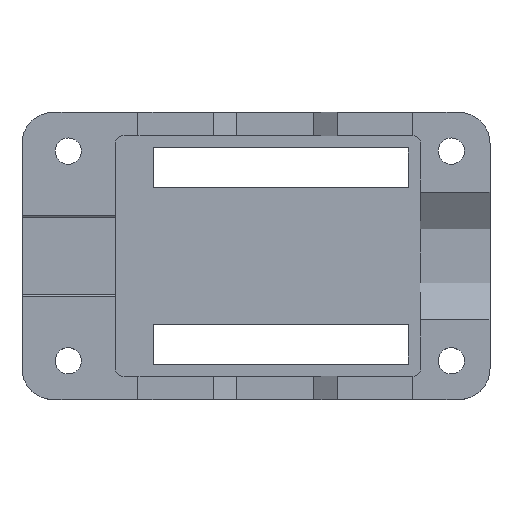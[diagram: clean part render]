
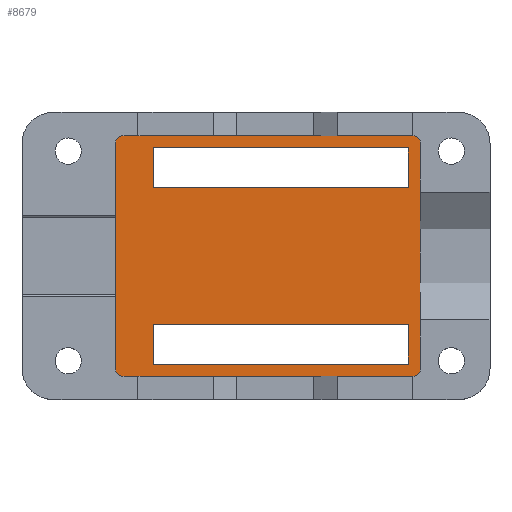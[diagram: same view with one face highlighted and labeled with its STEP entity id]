
A CAD part, top view. The second image highlights one B-rep face of the part: STEP entity #8679.
In plain terms, the highlighted planar face has unit normal (0, 0, 1).
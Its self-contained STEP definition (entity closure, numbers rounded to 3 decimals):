
#7566 = EDGE_CURVE('',#7567,#7569,#7571,.T.);
#7567 = VERTEX_POINT('',#7568);
#7568 = CARTESIAN_POINT('',(-20.72,14.575,-3.3));
#7569 = VERTEX_POINT('',#7570);
#7570 = CARTESIAN_POINT('',(-20.72,-14.575,-3.3));
#7571 = LINE('',#7572,#7573);
#7572 = CARTESIAN_POINT('',(-20.72,14.575,-3.3));
#7573 = VECTOR('',#7574,1.);
#7574 = DIRECTION('',(0.,-1.,0.));
#7656 = EDGE_CURVE('',#7657,#7569,#7659,.T.);
#7657 = VERTEX_POINT('',#7658);
#7658 = CARTESIAN_POINT('',(-19.72,-15.575,-3.3));
#7659 = CIRCLE('',#7660,1.);
#7660 = AXIS2_PLACEMENT_3D('',#7661,#7662,#7663);
#7661 = CARTESIAN_POINT('',(-19.72,-14.575,-3.3));
#7662 = DIRECTION('',(0.,0.,-1.));
#7663 = DIRECTION('',(1.,0.,0.));
#7681 = EDGE_CURVE('',#7657,#7682,#7684,.T.);
#7682 = VERTEX_POINT('',#7683);
#7683 = CARTESIAN_POINT('',(17.79,-15.575,-3.3));
#7684 = LINE('',#7685,#7686);
#7685 = CARTESIAN_POINT('',(-19.72,-15.575,-3.3));
#7686 = VECTOR('',#7687,1.);
#7687 = DIRECTION('',(1.,0.,0.));
#8139 = VERTEX_POINT('',#8140);
#8140 = CARTESIAN_POINT('',(17.21,-13.985,-3.3));
#8146 = EDGE_CURVE('',#8139,#8147,#8149,.T.);
#8147 = VERTEX_POINT('',#8148);
#8148 = CARTESIAN_POINT('',(-15.81,-13.985,-3.3));
#8149 = LINE('',#8150,#8151);
#8150 = CARTESIAN_POINT('',(17.21,-13.985,-3.3));
#8151 = VECTOR('',#8152,1.);
#8152 = DIRECTION('',(-1.,0.,0.));
#8170 = VERTEX_POINT('',#8171);
#8171 = CARTESIAN_POINT('',(17.21,-8.905,-3.3));
#8177 = EDGE_CURVE('',#8170,#8139,#8178,.T.);
#8178 = LINE('',#8179,#8180);
#8179 = CARTESIAN_POINT('',(17.21,-8.905,-3.3));
#8180 = VECTOR('',#8181,1.);
#8181 = DIRECTION('',(0.,-1.,0.));
#8194 = EDGE_CURVE('',#8147,#8195,#8197,.T.);
#8195 = VERTEX_POINT('',#8196);
#8196 = CARTESIAN_POINT('',(-15.81,-8.905,-3.3));
#8197 = LINE('',#8198,#8199);
#8198 = CARTESIAN_POINT('',(-15.81,-13.985,-3.3));
#8199 = VECTOR('',#8200,1.);
#8200 = DIRECTION('',(0.,1.,0.));
#8218 = EDGE_CURVE('',#8195,#8170,#8219,.T.);
#8219 = LINE('',#8220,#8221);
#8220 = CARTESIAN_POINT('',(-15.81,-8.905,-3.3));
#8221 = VECTOR('',#8222,1.);
#8222 = DIRECTION('',(1.,0.,0.));
#8588 = VERTEX_POINT('',#8589);
#8589 = CARTESIAN_POINT('',(17.21,8.905,-3.3));
#8595 = EDGE_CURVE('',#8588,#8596,#8598,.T.);
#8596 = VERTEX_POINT('',#8597);
#8597 = CARTESIAN_POINT('',(-15.81,8.905,-3.3));
#8598 = LINE('',#8599,#8600);
#8599 = CARTESIAN_POINT('',(17.21,8.905,-3.3));
#8600 = VECTOR('',#8601,1.);
#8601 = DIRECTION('',(-1.,0.,0.));
#8619 = VERTEX_POINT('',#8620);
#8620 = CARTESIAN_POINT('',(17.21,13.985,-3.3));
#8626 = EDGE_CURVE('',#8619,#8588,#8627,.T.);
#8627 = LINE('',#8628,#8629);
#8628 = CARTESIAN_POINT('',(17.21,13.985,-3.3));
#8629 = VECTOR('',#8630,1.);
#8630 = DIRECTION('',(0.,-1.,0.));
#8643 = EDGE_CURVE('',#8596,#8644,#8646,.T.);
#8644 = VERTEX_POINT('',#8645);
#8645 = CARTESIAN_POINT('',(-15.81,13.985,-3.3));
#8646 = LINE('',#8647,#8648);
#8647 = CARTESIAN_POINT('',(-15.81,8.905,-3.3));
#8648 = VECTOR('',#8649,1.);
#8649 = DIRECTION('',(0.,1.,0.));
#8667 = EDGE_CURVE('',#8644,#8619,#8668,.T.);
#8668 = LINE('',#8669,#8670);
#8669 = CARTESIAN_POINT('',(-15.81,13.985,-3.3));
#8670 = VECTOR('',#8671,1.);
#8671 = DIRECTION('',(1.,0.,0.));
#8679 = ADVANCED_FACE('',(#8680,#8726,#8732),#8738,.T.);
#8680 = FACE_BOUND('',#8681,.T.);
#8681 = EDGE_LOOP('',(#8682,#8692,#8699,#8700,#8701,#8702,#8711,#8719));
#8682 = ORIENTED_EDGE('',*,*,#8683,.T.);
#8683 = EDGE_CURVE('',#8684,#8686,#8688,.T.);
#8684 = VERTEX_POINT('',#8685);
#8685 = CARTESIAN_POINT('',(17.79,15.575,-3.3));
#8686 = VERTEX_POINT('',#8687);
#8687 = CARTESIAN_POINT('',(-19.72,15.575,-3.3));
#8688 = LINE('',#8689,#8690);
#8689 = CARTESIAN_POINT('',(17.79,15.575,-3.3));
#8690 = VECTOR('',#8691,1.);
#8691 = DIRECTION('',(-1.,0.,0.));
#8692 = ORIENTED_EDGE('',*,*,#8693,.F.);
#8693 = EDGE_CURVE('',#7567,#8686,#8694,.T.);
#8694 = CIRCLE('',#8695,1.);
#8695 = AXIS2_PLACEMENT_3D('',#8696,#8697,#8698);
#8696 = CARTESIAN_POINT('',(-19.72,14.575,-3.3));
#8697 = DIRECTION('',(-0.,-0.,-1.));
#8698 = DIRECTION('',(0.,-1.,0.));
#8699 = ORIENTED_EDGE('',*,*,#7566,.T.);
#8700 = ORIENTED_EDGE('',*,*,#7656,.F.);
#8701 = ORIENTED_EDGE('',*,*,#7681,.T.);
#8702 = ORIENTED_EDGE('',*,*,#8703,.F.);
#8703 = EDGE_CURVE('',#8704,#7682,#8706,.T.);
#8704 = VERTEX_POINT('',#8705);
#8705 = CARTESIAN_POINT('',(18.79,-14.575,-3.3));
#8706 = CIRCLE('',#8707,1.);
#8707 = AXIS2_PLACEMENT_3D('',#8708,#8709,#8710);
#8708 = CARTESIAN_POINT('',(17.79,-14.575,-3.3));
#8709 = DIRECTION('',(0.,0.,-1.));
#8710 = DIRECTION('',(0.,1.,0.));
#8711 = ORIENTED_EDGE('',*,*,#8712,.T.);
#8712 = EDGE_CURVE('',#8704,#8713,#8715,.T.);
#8713 = VERTEX_POINT('',#8714);
#8714 = CARTESIAN_POINT('',(18.79,14.575,-3.3));
#8715 = LINE('',#8716,#8717);
#8716 = CARTESIAN_POINT('',(18.79,-14.575,-3.3));
#8717 = VECTOR('',#8718,1.);
#8718 = DIRECTION('',(0.,1.,0.));
#8719 = ORIENTED_EDGE('',*,*,#8720,.F.);
#8720 = EDGE_CURVE('',#8684,#8713,#8721,.T.);
#8721 = CIRCLE('',#8722,1.);
#8722 = AXIS2_PLACEMENT_3D('',#8723,#8724,#8725);
#8723 = CARTESIAN_POINT('',(17.79,14.575,-3.3));
#8724 = DIRECTION('',(0.,0.,-1.));
#8725 = DIRECTION('',(-1.,0.,0.));
#8726 = FACE_BOUND('',#8727,.T.);
#8727 = EDGE_LOOP('',(#8728,#8729,#8730,#8731));
#8728 = ORIENTED_EDGE('',*,*,#8218,.T.);
#8729 = ORIENTED_EDGE('',*,*,#8177,.T.);
#8730 = ORIENTED_EDGE('',*,*,#8146,.T.);
#8731 = ORIENTED_EDGE('',*,*,#8194,.T.);
#8732 = FACE_BOUND('',#8733,.T.);
#8733 = EDGE_LOOP('',(#8734,#8735,#8736,#8737));
#8734 = ORIENTED_EDGE('',*,*,#8667,.T.);
#8735 = ORIENTED_EDGE('',*,*,#8626,.T.);
#8736 = ORIENTED_EDGE('',*,*,#8595,.T.);
#8737 = ORIENTED_EDGE('',*,*,#8643,.T.);
#8738 = PLANE('',#8739);
#8739 = AXIS2_PLACEMENT_3D('',#8740,#8741,#8742);
#8740 = CARTESIAN_POINT('',(-0.965,0.,-3.3));
#8741 = DIRECTION('',(0.,0.,1.));
#8742 = DIRECTION('',(1.,0.,0.));
